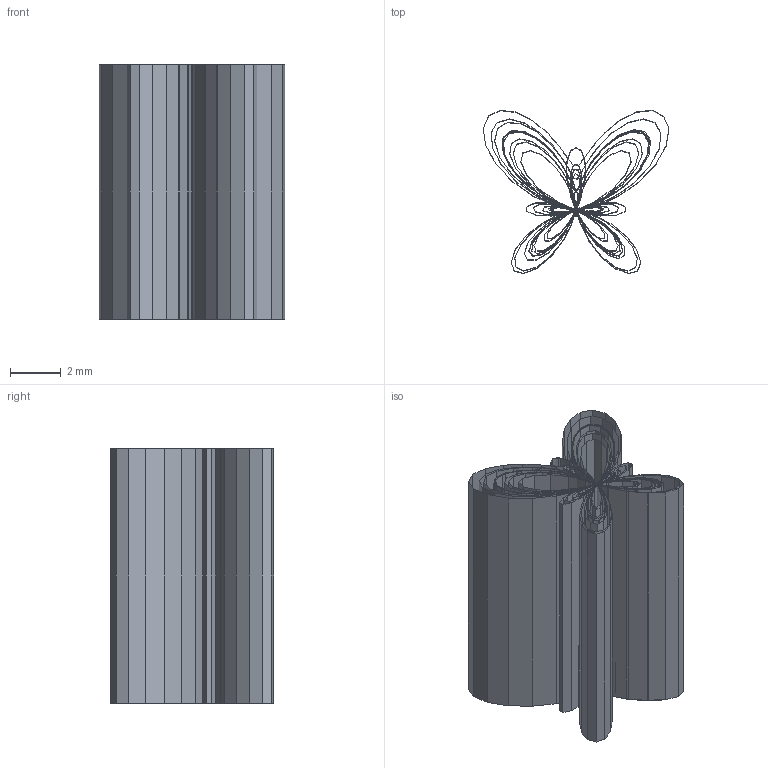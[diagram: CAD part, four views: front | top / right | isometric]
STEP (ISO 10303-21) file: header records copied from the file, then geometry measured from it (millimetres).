
FILE_DESCRIPTION(('Open CASCADE Model'),'2;1');
FILE_NAME('Open CASCADE Shape Model','2024-05-29T18:45:32',('Author'),( 'Open CASCADE'),'Open CASCADE STEP processor 7.7','Open CASCADE 7.7' ,'Unknown');
FILE_SCHEMA(('AUTOMOTIVE_DESIGN { 1 0 10303 214 1 1 1 1 }'));
Length unit declared in the file: millimetre
Products named in the file (1): Open CASCADE STEP translator 7.7 196
Bounding box: 7.3 x 6.4 x 10 mm (x, y, z)
Surface area: 3698.8 mm2
Topology: 1 solids, 1 shells, 630 faces, 2444 edges, 1541 vertices
Faces by surface type: plane 630
Entity records: 45470 total; most frequent: CARTESIAN_POINT 7579, DIRECTION 6944, LINE 5682, VECTOR 5682, ORIENTED_EDGE 3788, PCURVE 3788, DEFINITIONAL_REPRESENTATION 3788, EDGE_CURVE 1894
